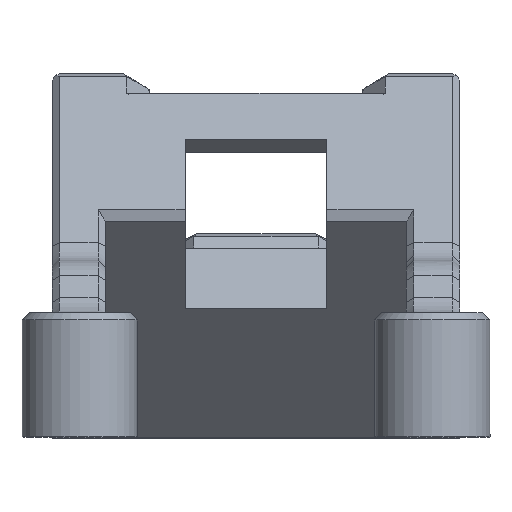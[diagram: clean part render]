
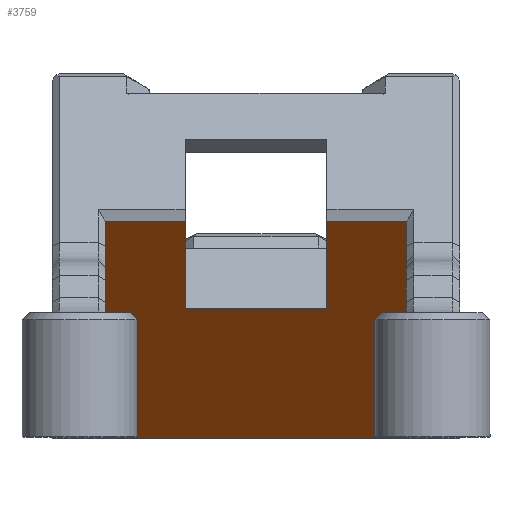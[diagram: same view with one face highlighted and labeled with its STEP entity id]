
A CAD part, top view. The second image highlights one B-rep face of the part: STEP entity #3759.
In plain terms, the highlighted planar face has unit normal (0, -0.707, 0.707).
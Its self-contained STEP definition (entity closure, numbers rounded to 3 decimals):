
#484=DIRECTION('',(0.,-0.707,-0.707));
#485=VECTOR('',#484,17.264);
#486=CARTESIAN_POINT('',(-8.5,10.707,-10.293));
#487=LINE('',#486,#485);
#1121=DIRECTION('',(1.,0.,0.));
#1122=VECTOR('',#1121,4.514);
#1123=CARTESIAN_POINT('',(-8.514,10.717,
-10.283));
#1124=LINE('',#1123,#1122);
#1125=DIRECTION('',(1.,0.,0.));
#1126=VECTOR('',#1125,4.514);
#1127=CARTESIAN_POINT('',(4.,10.717,-10.283));
#1128=LINE('',#1127,#1126);
#1129=DIRECTION('',(0.695,0.509,0.509));
#1130=VECTOR('',#1129,0.02);
#1131=CARTESIAN_POINT('',(8.5,10.707,-10.293));
#1132=LINE('',#1131,#1130);
#1133=DIRECTION('',(0.,-0.707,-0.707));
#1134=VECTOR('',#1133,17.264);
#1135=CARTESIAN_POINT('',(8.5,10.707,-10.293));
#1136=LINE('',#1135,#1134);
#1137=DIRECTION('',(-1.,0.,0.));
#1138=VECTOR('',#1137,17.);
#1139=CARTESIAN_POINT('',(8.5,-1.5,-22.5));
#1140=LINE('',#1139,#1138);
#1141=DIRECTION('',(0.695,-0.509,-0.509));
#1142=VECTOR('',#1141,0.02);
#1143=CARTESIAN_POINT('',(-8.514,10.717,
-10.283));
#1144=LINE('',#1143,#1142);
#1324=DIRECTION('',(0.,-0.707,-0.707));
#1325=VECTOR('',#1324,6.95);
#1326=CARTESIAN_POINT('',(-4.,10.717,-10.283));
#1327=LINE('',#1326,#1325);
#1340=DIRECTION('',(0.,0.707,0.707));
#1341=VECTOR('',#1340,6.95);
#1342=CARTESIAN_POINT('',(4.,5.802,-15.198));
#1343=LINE('',#1342,#1341);
#1356=DIRECTION('',(1.,0.,0.));
#1357=VECTOR('',#1356,8.);
#1358=CARTESIAN_POINT('',(-4.,5.802,-15.198));
#1359=LINE('',#1358,#1357);
#1768=CARTESIAN_POINT('',(-4.,5.802,-15.198));
#1769=CARTESIAN_POINT('',(4.,5.802,-15.198));
#1770=VERTEX_POINT('',#1768);
#1771=VERTEX_POINT('',#1769);
#1878=CARTESIAN_POINT('',(4.,10.717,-10.283));
#1880=VERTEX_POINT('',#1878);
#1941=CARTESIAN_POINT('',(-4.,10.717,-10.283));
#1943=VERTEX_POINT('',#1941);
#2142=CARTESIAN_POINT('',(8.5,-1.5,-22.5));
#2143=VERTEX_POINT('',#2142);
#2144=CARTESIAN_POINT('',(-8.5,-1.5,-22.5));
#2145=VERTEX_POINT('',#2144);
#2154=CARTESIAN_POINT('',(8.5,10.707,-10.293));
#2156=VERTEX_POINT('',#2154);
#2179=CARTESIAN_POINT('',(-8.5,10.707,-10.293));
#2181=VERTEX_POINT('',#2179);
#2207=CARTESIAN_POINT('',(8.514,10.717,-10.283));
#2208=VERTEX_POINT('',#2207);
#2209=CARTESIAN_POINT('',(-8.514,10.717,
-10.283));
#2210=VERTEX_POINT('',#2209);
#3736=CARTESIAN_POINT('',(-8.,11.,-10.));
#3737=DIRECTION('',(0.,-0.707,0.707));
#3738=DIRECTION('',(-1.,0.,0.));
#3739=AXIS2_PLACEMENT_3D('',#3736,#3737,#3738);
#3740=PLANE('',#3739);
#3741=ORIENTED_EDGE('',*,*,#2838,.F.);
#3743=ORIENTED_EDGE('',*,*,#3742,.F.);
#3745=ORIENTED_EDGE('',*,*,#3744,.T.);
#3747=ORIENTED_EDGE('',*,*,#3746,.T.);
#3749=ORIENTED_EDGE('',*,*,#3748,.T.);
#3751=ORIENTED_EDGE('',*,*,#3750,.T.);
#3753=ORIENTED_EDGE('',*,*,#3752,.T.);
#3754=ORIENTED_EDGE('',*,*,#3039,.F.);
#3755=ORIENTED_EDGE('',*,*,#3731,.T.);
#3756=ORIENTED_EDGE('',*,*,#3400,.T.);
#3757=EDGE_LOOP('',(#3741,#3743,#3745,#3747,#3749,#3751,#3753,#3754,#3755,
#3756));
#3758=FACE_OUTER_BOUND('',#3757,.F.);
#3759=ADVANCED_FACE('',(#3758),#3740,.T.);
#2838=EDGE_CURVE('',#2181,#2145,#487,.T.);
#3039=EDGE_CURVE('',#2156,#2208,#1132,.T.);
#3400=EDGE_CURVE('',#2143,#2145,#1140,.T.);
#3731=EDGE_CURVE('',#2156,#2143,#1136,.T.);
#3742=EDGE_CURVE('',#2210,#2181,#1144,.T.);
#3744=EDGE_CURVE('',#2210,#1943,#1124,.T.);
#3746=EDGE_CURVE('',#1943,#1770,#1327,.T.);
#3748=EDGE_CURVE('',#1770,#1771,#1359,.T.);
#3750=EDGE_CURVE('',#1771,#1880,#1343,.T.);
#3752=EDGE_CURVE('',#1880,#2208,#1128,.T.);
